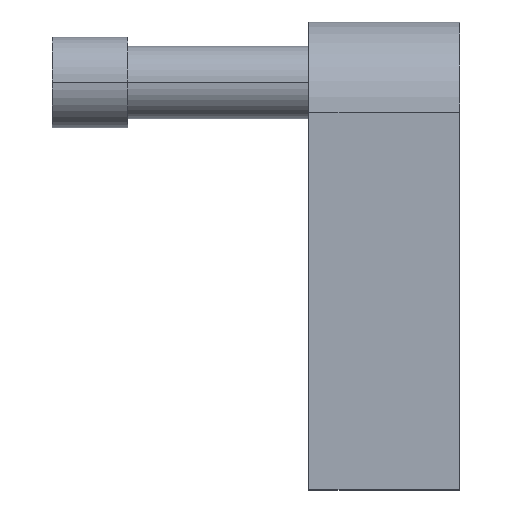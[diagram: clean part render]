
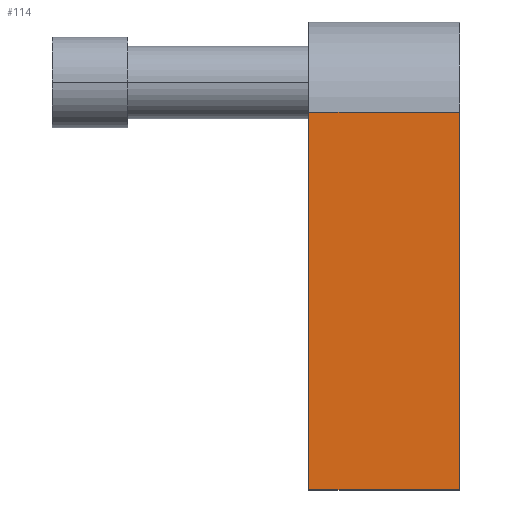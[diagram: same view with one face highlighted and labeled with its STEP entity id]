
A CAD part, top view. The second image highlights one B-rep face of the part: STEP entity #114.
In plain terms, the highlighted planar face has unit normal (0, 0, 1).
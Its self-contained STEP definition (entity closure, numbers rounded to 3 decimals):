
#34 = DIRECTION ( 'NONE',  ( -1., 0., 0. ) ) ;
#35 = LINE ( 'NONE', #397, #475 ) ;
#47 = VERTEX_POINT ( 'NONE', #652 ) ;
#48 = CARTESIAN_POINT ( 'NONE',  ( 22., -2., 6. ) ) ;
#49 = EDGE_CURVE ( 'NONE', #478, #597, #287, .T. ) ;
#65 = EDGE_CURVE ( 'NONE', #560, #478, #107, .T. ) ;
#104 = ORIENTED_EDGE ( 'NONE', *, *, #65, .T. ) ;
#107 = LINE ( 'NONE', #432, #458 ) ;
#114 = ADVANCED_FACE ( 'NONE', ( #356 ), #273, .F. ) ;
#144 = CARTESIAN_POINT ( 'NONE',  ( 12., -2., 6. ) ) ;
#170 = ORIENTED_EDGE ( 'NONE', *, *, #49, .T. ) ;
#253 = ORIENTED_EDGE ( 'NONE', *, *, #377, .F. ) ;
#273 = PLANE ( 'NONE',  #340 ) ;
#287 = LINE ( 'NONE', #647, #510 ) ;
#299 = CARTESIAN_POINT ( 'NONE',  ( 22., -27., 6. ) ) ;
#324 = DIRECTION ( 'NONE',  ( 0., -1., 0. ) ) ;
#330 = CARTESIAN_POINT ( 'NONE',  ( 22., 4., 6. ) ) ;
#340 = AXIS2_PLACEMENT_3D ( 'NONE', #330, #598, #385 ) ;
#356 = FACE_OUTER_BOUND ( 'NONE', #572, .T. ) ;
#365 = CARTESIAN_POINT ( 'NONE',  ( 12., -27., 6. ) ) ;
#371 = VECTOR ( 'NONE', #34, 1000. ) ;
#377 = EDGE_CURVE ( 'NONE', #560, #47, #35, .T. ) ;
#385 = DIRECTION ( 'NONE',  ( 0., 1., 0. ) ) ;
#397 = CARTESIAN_POINT ( 'NONE',  ( 22., 4., 6. ) ) ;
#406 = LINE ( 'NONE', #299, #371 ) ;
#428 = DIRECTION ( 'NONE',  ( -1., 0., 0. ) ) ;
#429 = EDGE_CURVE ( 'NONE', #47, #597, #406, .T. ) ;
#432 = CARTESIAN_POINT ( 'NONE',  ( 22., -2., 6. ) ) ;
#458 = VECTOR ( 'NONE', #428, 1000. ) ;
#475 = VECTOR ( 'NONE', #677, 1000. ) ;
#478 = VERTEX_POINT ( 'NONE', #144 ) ;
#510 = VECTOR ( 'NONE', #324, 1000. ) ;
#560 = VERTEX_POINT ( 'NONE', #48 ) ;
#572 = EDGE_LOOP ( 'NONE', ( #253, #104, #170, #680 ) ) ;
#597 = VERTEX_POINT ( 'NONE', #365 ) ;
#598 = DIRECTION ( 'NONE',  ( 0., 0., -1. ) ) ;
#647 = CARTESIAN_POINT ( 'NONE',  ( 12., 4., 6. ) ) ;
#652 = CARTESIAN_POINT ( 'NONE',  ( 22., -27., 6. ) ) ;
#677 = DIRECTION ( 'NONE',  ( 0., -1., 0. ) ) ;
#680 = ORIENTED_EDGE ( 'NONE', *, *, #429, .F. ) ;
